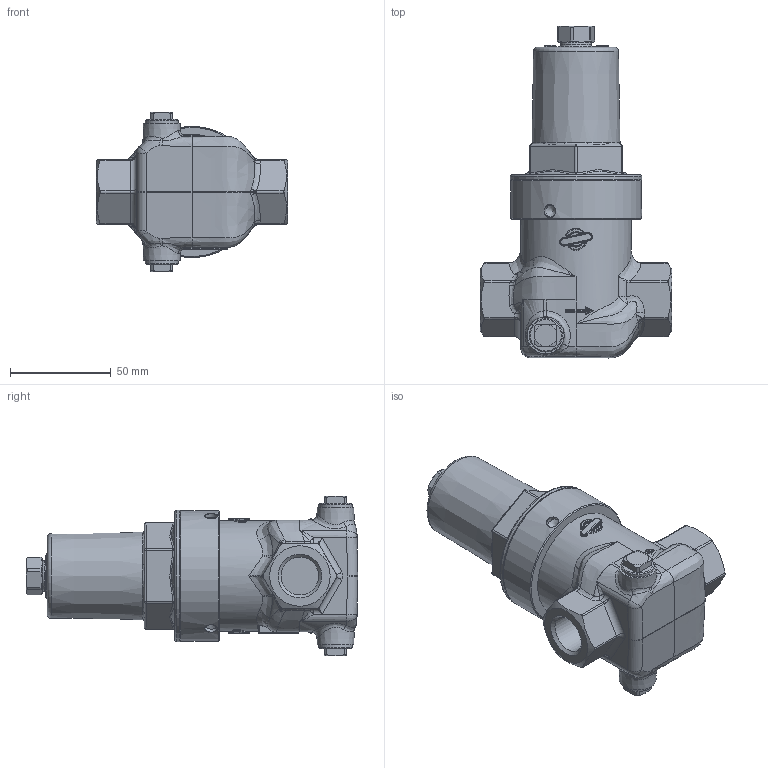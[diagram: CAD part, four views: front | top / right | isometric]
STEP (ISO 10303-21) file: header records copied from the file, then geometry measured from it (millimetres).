
FILE_DESCRIPTION(/* description */ (''),/* implementation_level */ '2;1');
FILE_NAME(/* name */ '075002.stp',/* time_stamp */ '2015-05-29T14:37:00+02:00',/* author */ ('powierski'),/* organization */ (''),/* preprocessor_version */ 'ST-DEVELOPER v15.6',/* originating_system */ 'Autodesk Inventor 2015',/* authorisation */ '');
FILE_SCHEMA (('AUTOMOTIVE_DESIGN { 1 0 10303 214 3 1 1 }'));
Length unit declared in the file: millimetre
Products named in the file (1): 075002_step
Bounding box: 95 x 164.57 x 79 mm (x, y, z)
Volume: 386979.1 mm3; surface area: 41679.7 mm2
Topology: 1 solids, 5 shells, 859 faces, 2197 edges, 1355 vertices
Faces by surface type: bspline 422, plane 180, cylinder 137, cone 48, sphere 38, torus 34
Full cylindrical faces by diameter (mm): 2 x1, 6.1 x3, 10 x1, 10.2 x1, 15 x1, 16.5 x2, 18.7 x2, 55 x1, 65 x1
Entity records: 41601 total; most frequent: CARTESIAN_POINT 23629, ORIENTED_EDGE 4224, DIRECTION 2364, EDGE_CURVE 2112, VERTEX_POINT 1334, B_SPLINE_CURVE_WITH_KNOTS 1123, AXIS2_PLACEMENT_3D 996, EDGE_LOOP 930
